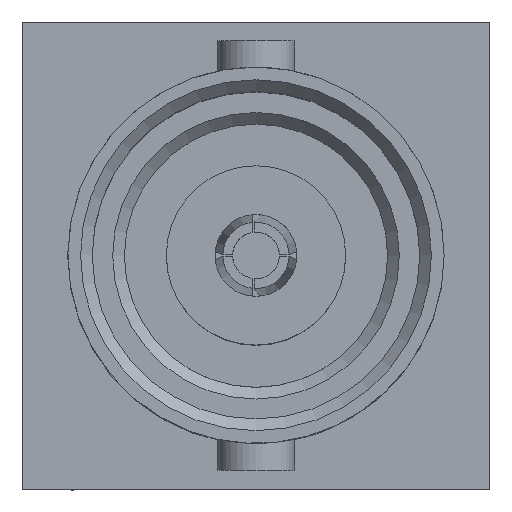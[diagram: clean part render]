
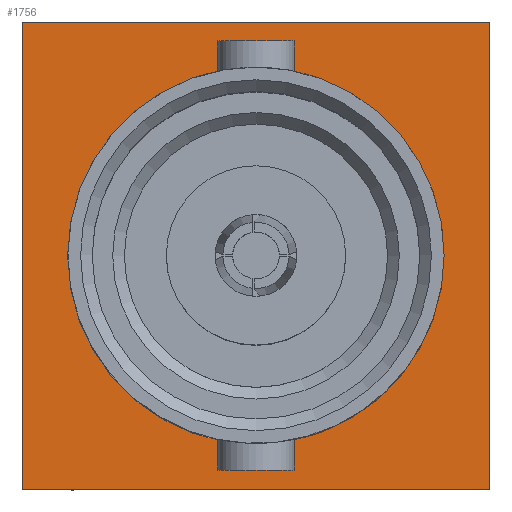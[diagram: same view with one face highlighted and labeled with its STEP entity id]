
A CAD part, top view. The second image highlights one B-rep face of the part: STEP entity #1756.
In plain terms, the highlighted planar face has unit normal (0, 0, 1).
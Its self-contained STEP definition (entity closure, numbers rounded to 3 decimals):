
#129=CIRCLE('',#1882,4.825);
#386=ORIENTED_EDGE('',*,*,#571,.T.);
#387=ORIENTED_EDGE('',*,*,#606,.F.);
#388=ORIENTED_EDGE('',*,*,#607,.F.);
#389=ORIENTED_EDGE('',*,*,#608,.F.);
#390=ORIENTED_EDGE('',*,*,#609,.F.);
#571=EDGE_CURVE('',#705,#705,#129,.T.);
#606=EDGE_CURVE('',#733,#734,#798,.T.);
#607=EDGE_CURVE('',#735,#733,#799,.T.);
#608=EDGE_CURVE('',#736,#735,#800,.T.);
#609=EDGE_CURVE('',#734,#736,#801,.T.);
#705=VERTEX_POINT('',#2585);
#733=VERTEX_POINT('',#2661);
#734=VERTEX_POINT('',#2662);
#735=VERTEX_POINT('',#2664);
#736=VERTEX_POINT('',#2666);
#798=LINE('',#2660,#868);
#799=LINE('',#2663,#869);
#800=LINE('',#2665,#870);
#801=LINE('',#2667,#871);
#868=VECTOR('',#2245,1000.);
#869=VECTOR('',#2246,1000.);
#870=VECTOR('',#2247,1000.);
#871=VECTOR('',#2248,1000.);
#977=EDGE_LOOP('',(#386));
#978=EDGE_LOOP('',(#387,#388,#389,#390));
#1083=FACE_BOUND('',#977,.T.);
#1084=FACE_BOUND('',#978,.T.);
#1134=PLANE('',#1907);
#1756=ADVANCED_FACE('',(#1083,#1084),#1134,.F.);
#1882=AXIS2_PLACEMENT_3D('',#2584,#2171,#2172);
#1907=AXIS2_PLACEMENT_3D('',#2659,#2243,#2244);
#2171=DIRECTION('',(0.,0.,-1.));
#2172=DIRECTION('',(1.,0.,0.));
#2243=DIRECTION('',(0.,0.,-1.));
#2244=DIRECTION('',(-1.,0.,0.));
#2245=DIRECTION('',(1.,0.,0.));
#2246=DIRECTION('',(0.,1.,0.));
#2247=DIRECTION('',(-1.,0.,0.));
#2248=DIRECTION('',(0.,-1.,0.));
#2584=CARTESIAN_POINT('',(0.,0.,-5.4));
#2585=CARTESIAN_POINT('',(4.825,0.,-5.4));
#2659=CARTESIAN_POINT('',(0.,0.,-5.4));
#2660=CARTESIAN_POINT('',(-6.,6.,-5.4));
#2661=CARTESIAN_POINT('',(-6.,6.,-5.4));
#2662=CARTESIAN_POINT('',(6.,6.,-5.4));
#2663=CARTESIAN_POINT('',(-6.,-6.,-5.4));
#2664=CARTESIAN_POINT('',(-6.,-6.,-5.4));
#2665=CARTESIAN_POINT('',(6.,-6.,-5.4));
#2666=CARTESIAN_POINT('',(6.,-6.,-5.4));
#2667=CARTESIAN_POINT('',(6.,6.,-5.4));
